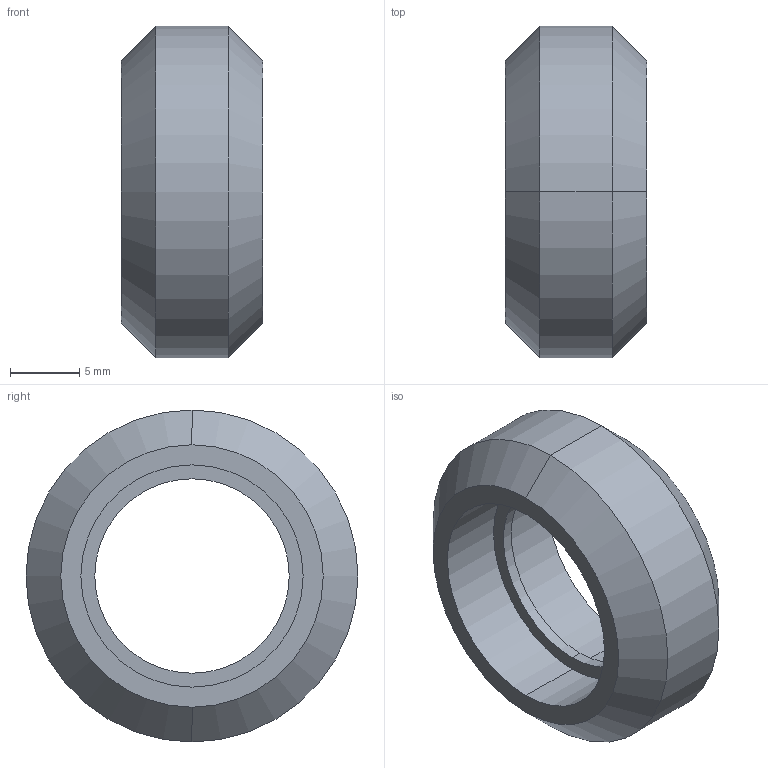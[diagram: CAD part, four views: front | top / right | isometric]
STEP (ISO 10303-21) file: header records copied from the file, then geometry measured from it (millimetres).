
FILE_DESCRIPTION (( 'STEP AP214' ), '1' );
FILE_NAME ('A173 Ñòàíäàðòíûé ïëàñòèêîâûé óñèëåííûé ðîëèê äëÿ V-ïàçà.STEP', '2019-09-06T11:43:54', ( 'Windows User' ), ( '' ), 'SwSTEP 2.0', 'SolidWorks 2018', '' );
FILE_SCHEMA (( 'AUTOMOTIVE_DESIGN' ));
Length unit declared in the file: millimetre
Products named in the file (1): A173 Ñòàíäàðòíûé ïëàñòèêîâûé óñèëåííûé ðîëèê äëÿ V-ïàçà
Bounding box: 10.2 x 23.9 x 23.9 mm (x, y, z)
Volume: 2126.3 mm3; surface area: 1626.7 mm2
Topology: 1 solids, 1 shells, 16 faces, 32 edges, 20 vertices
Faces by surface type: cylinder 8, cone 4, plane 4
Entity records: 506 total; most frequent: DIRECTION 86, CARTESIAN_POINT 69, ORIENTED_EDGE 64, AXIS2_PLACEMENT_3D 37, EDGE_CURVE 32, CIRCLE 20, EDGE_LOOP 20, VERTEX_POINT 20
